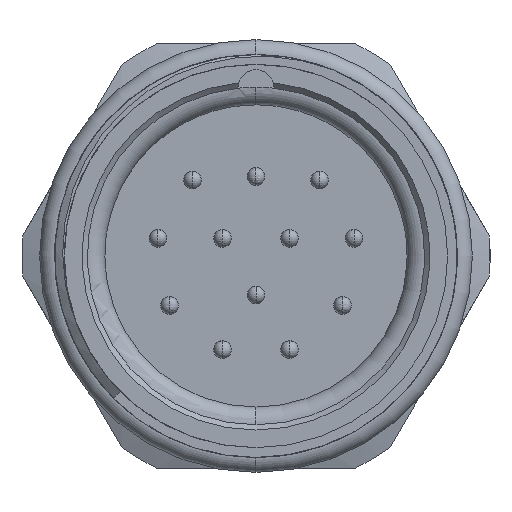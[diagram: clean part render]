
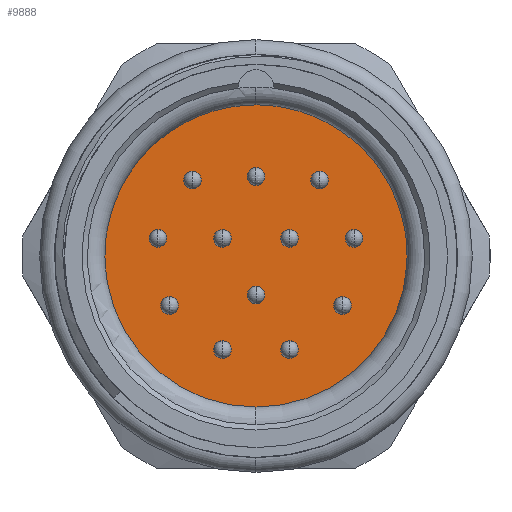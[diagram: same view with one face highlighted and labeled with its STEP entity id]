
A CAD part, left-side view. The second image highlights one B-rep face of the part: STEP entity #9888.
In plain terms, the highlighted planar face has unit normal (-1, 0, 0).
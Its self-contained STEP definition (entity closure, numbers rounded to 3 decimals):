
#2713=CARTESIAN_POINT('',(9.,0.,0.));
#2714=DIRECTION('',(-1.,0.,0.));
#2715=DIRECTION('',(0.,0.,-1.));
#2716=AXIS2_PLACEMENT_3D('',#2713,#2714,#2715);
#2718=CARTESIAN_POINT('',(9.,0.,0.));
#2719=DIRECTION('',(-1.,0.,0.));
#2720=DIRECTION('',(0.,0.,1.));
#2721=AXIS2_PLACEMENT_3D('',#2718,#2719,#2720);
#2723=CARTESIAN_POINT('',(9.,-1.9,-5.3));
#2724=DIRECTION('',(1.,0.,0.));
#2725=DIRECTION('',(0.,0.,1.));
#2726=AXIS2_PLACEMENT_3D('',#2723,#2724,#2725);
#2728=CARTESIAN_POINT('',(9.,-1.9,-5.3));
#2729=DIRECTION('',(1.,0.,0.));
#2730=DIRECTION('',(0.,0.,-1.));
#2731=AXIS2_PLACEMENT_3D('',#2728,#2729,#2730);
#2733=CARTESIAN_POINT('',(9.,1.9,-5.3));
#2734=DIRECTION('',(1.,0.,0.));
#2735=DIRECTION('',(0.,0.,1.));
#2736=AXIS2_PLACEMENT_3D('',#2733,#2734,#2735);
#2738=CARTESIAN_POINT('',(9.,1.9,-5.3));
#2739=DIRECTION('',(1.,0.,0.));
#2740=DIRECTION('',(0.,0.,-1.));
#2741=AXIS2_PLACEMENT_3D('',#2738,#2739,#2740);
#2743=CARTESIAN_POINT('',(9.,4.9,-2.8));
#2744=DIRECTION('',(1.,0.,0.));
#2745=DIRECTION('',(0.,0.,1.));
#2746=AXIS2_PLACEMENT_3D('',#2743,#2744,#2745);
#2748=CARTESIAN_POINT('',(9.,4.9,-2.8));
#2749=DIRECTION('',(1.,0.,0.));
#2750=DIRECTION('',(0.,0.,-1.));
#2751=AXIS2_PLACEMENT_3D('',#2748,#2749,#2750);
#2753=CARTESIAN_POINT('',(9.,5.55,1.));
#2754=DIRECTION('',(1.,0.,0.));
#2755=DIRECTION('',(0.,0.,1.));
#2756=AXIS2_PLACEMENT_3D('',#2753,#2754,#2755);
#2758=CARTESIAN_POINT('',(9.,5.55,1.));
#2759=DIRECTION('',(1.,0.,0.));
#2760=DIRECTION('',(0.,0.,-1.));
#2761=AXIS2_PLACEMENT_3D('',#2758,#2759,#2760);
#2763=CARTESIAN_POINT('',(9.,1.9,1.));
#2764=DIRECTION('',(1.,0.,0.));
#2765=DIRECTION('',(0.,0.,1.));
#2766=AXIS2_PLACEMENT_3D('',#2763,#2764,#2765);
#2768=CARTESIAN_POINT('',(9.,1.9,1.));
#2769=DIRECTION('',(1.,0.,0.));
#2770=DIRECTION('',(0.,0.,-1.));
#2771=AXIS2_PLACEMENT_3D('',#2768,#2769,#2770);
#2773=CARTESIAN_POINT('',(9.,0.,-2.2));
#2774=DIRECTION('',(1.,0.,0.));
#2775=DIRECTION('',(0.,0.,1.));
#2776=AXIS2_PLACEMENT_3D('',#2773,#2774,#2775);
#2778=CARTESIAN_POINT('',(9.,0.,-2.2));
#2779=DIRECTION('',(1.,0.,0.));
#2780=DIRECTION('',(0.,0.,-1.));
#2781=AXIS2_PLACEMENT_3D('',#2778,#2779,#2780);
#2783=CARTESIAN_POINT('',(9.,-4.9,-2.8));
#2784=DIRECTION('',(1.,0.,0.));
#2785=DIRECTION('',(0.,0.,1.));
#2786=AXIS2_PLACEMENT_3D('',#2783,#2784,#2785);
#2788=CARTESIAN_POINT('',(9.,-4.9,-2.8));
#2789=DIRECTION('',(1.,0.,0.));
#2790=DIRECTION('',(0.,0.,-1.));
#2791=AXIS2_PLACEMENT_3D('',#2788,#2789,#2790);
#2793=CARTESIAN_POINT('',(9.,-1.9,1.));
#2794=DIRECTION('',(1.,0.,0.));
#2795=DIRECTION('',(0.,0.,1.));
#2796=AXIS2_PLACEMENT_3D('',#2793,#2794,#2795);
#2798=CARTESIAN_POINT('',(9.,-1.9,1.));
#2799=DIRECTION('',(1.,0.,0.));
#2800=DIRECTION('',(0.,0.,-1.));
#2801=AXIS2_PLACEMENT_3D('',#2798,#2799,#2800);
#2803=CARTESIAN_POINT('',(9.,-5.55,1.));
#2804=DIRECTION('',(1.,0.,0.));
#2805=DIRECTION('',(0.,0.,1.));
#2806=AXIS2_PLACEMENT_3D('',#2803,#2804,#2805);
#2808=CARTESIAN_POINT('',(9.,-5.55,1.));
#2809=DIRECTION('',(1.,0.,0.));
#2810=DIRECTION('',(0.,0.,-1.));
#2811=AXIS2_PLACEMENT_3D('',#2808,#2809,#2810);
#2813=CARTESIAN_POINT('',(9.,-3.6,4.3));
#2814=DIRECTION('',(1.,0.,0.));
#2815=DIRECTION('',(0.,0.,1.));
#2816=AXIS2_PLACEMENT_3D('',#2813,#2814,#2815);
#2818=CARTESIAN_POINT('',(9.,-3.6,4.3));
#2819=DIRECTION('',(1.,0.,0.));
#2820=DIRECTION('',(0.,0.,-1.));
#2821=AXIS2_PLACEMENT_3D('',#2818,#2819,#2820);
#2823=CARTESIAN_POINT('',(9.,0.,4.5));
#2824=DIRECTION('',(1.,0.,0.));
#2825=DIRECTION('',(0.,0.,1.));
#2826=AXIS2_PLACEMENT_3D('',#2823,#2824,#2825);
#2828=CARTESIAN_POINT('',(9.,0.,4.5));
#2829=DIRECTION('',(1.,0.,0.));
#2830=DIRECTION('',(0.,0.,-1.));
#2831=AXIS2_PLACEMENT_3D('',#2828,#2829,#2830);
#2833=CARTESIAN_POINT('',(9.,3.6,4.3));
#2834=DIRECTION('',(1.,0.,0.));
#2835=DIRECTION('',(0.,0.,1.));
#2836=AXIS2_PLACEMENT_3D('',#2833,#2834,#2835);
#2838=CARTESIAN_POINT('',(9.,3.6,4.3));
#2839=DIRECTION('',(1.,0.,0.));
#2840=DIRECTION('',(0.,0.,-1.));
#2841=AXIS2_PLACEMENT_3D('',#2838,#2839,#2840);
#3697=CARTESIAN_POINT('',(9.,1.9,-4.8));
#3698=CARTESIAN_POINT('',(9.,1.9,-5.8));
#3699=VERTEX_POINT('',#3697);
#3700=VERTEX_POINT('',#3698);
#3749=CARTESIAN_POINT('',(9.,0.,-1.7));
#3750=CARTESIAN_POINT('',(9.,0.,-2.7));
#3751=VERTEX_POINT('',#3749);
#3752=VERTEX_POINT('',#3750);
#3789=CARTESIAN_POINT('',(9.,-5.55,0.5));
#3790=CARTESIAN_POINT('',(9.,-5.55,1.5));
#3791=VERTEX_POINT('',#3789);
#3792=VERTEX_POINT('',#3790);
#3864=CARTESIAN_POINT('',(9.,4.9,-2.3));
#3866=VERTEX_POINT('',#3864);
#3884=CARTESIAN_POINT('',(9.,-4.9,-3.3));
#3886=VERTEX_POINT('',#3884);
#3939=CARTESIAN_POINT('',(9.,4.9,-3.3));
#3940=VERTEX_POINT('',#3939);
#3968=CARTESIAN_POINT('',(9.,0.,4.));
#3969=CARTESIAN_POINT('',(9.,0.,5.));
#3970=VERTEX_POINT('',#3968);
#3971=VERTEX_POINT('',#3969);
#3976=CARTESIAN_POINT('',(9.,0.,9.55));
#3978=VERTEX_POINT('',#3976);
#3981=CARTESIAN_POINT('',(9.,3.6,3.8));
#3982=CARTESIAN_POINT('',(9.,3.6,4.8));
#3983=VERTEX_POINT('',#3981);
#3984=VERTEX_POINT('',#3982);
#3992=CARTESIAN_POINT('',(9.,-1.9,-5.8));
#3994=VERTEX_POINT('',#3992);
#4017=CARTESIAN_POINT('',(9.,-3.6,4.8));
#4018=VERTEX_POINT('',#4017);
#4019=CARTESIAN_POINT('',(9.,5.55,1.5));
#4020=VERTEX_POINT('',#4019);
#4022=CARTESIAN_POINT('',(9.,-3.6,3.8));
#4023=VERTEX_POINT('',#4022);
#4032=CARTESIAN_POINT('',(9.,-1.9,-4.8));
#4033=VERTEX_POINT('',#4032);
#4045=CARTESIAN_POINT('',(9.,5.55,0.5));
#4046=VERTEX_POINT('',#4045);
#4049=CARTESIAN_POINT('',(9.,0.,-9.55));
#4050=VERTEX_POINT('',#4049);
#4084=CARTESIAN_POINT('',(9.,-4.9,-2.3));
#4085=VERTEX_POINT('',#4084);
#4105=CARTESIAN_POINT('',(9.,1.9,0.5));
#4106=CARTESIAN_POINT('',(9.,1.9,1.5));
#4107=VERTEX_POINT('',#4105);
#4108=VERTEX_POINT('',#4106);
#4165=CARTESIAN_POINT('',(9.,-1.9,0.5));
#4166=CARTESIAN_POINT('',(9.,-1.9,1.5));
#4167=VERTEX_POINT('',#4165);
#4168=VERTEX_POINT('',#4166);
#9807=CARTESIAN_POINT('',(9.,9.55,0.));
#9808=DIRECTION('',(1.,0.,0.));
#9809=DIRECTION('',(0.,0.,-1.));
#9810=AXIS2_PLACEMENT_3D('',#9807,#9808,#9809);
#9811=PLANE('',#9810);
#9812=ORIENTED_EDGE('',*,*,#9796,.F.);
#9813=ORIENTED_EDGE('',*,*,#9784,.F.);
#9814=EDGE_LOOP('',(#9812,#9813));
#9815=FACE_OUTER_BOUND('',#9814,.F.);
#9817=ORIENTED_EDGE('',*,*,#9816,.F.);
#9819=ORIENTED_EDGE('',*,*,#9818,.F.);
#9820=EDGE_LOOP('',(#9817,#9819));
#9821=FACE_BOUND('',#9820,.F.);
#9823=ORIENTED_EDGE('',*,*,#9822,.F.);
#9825=ORIENTED_EDGE('',*,*,#9824,.F.);
#9826=EDGE_LOOP('',(#9823,#9825));
#9827=FACE_BOUND('',#9826,.F.);
#9829=ORIENTED_EDGE('',*,*,#9828,.F.);
#9831=ORIENTED_EDGE('',*,*,#9830,.F.);
#9832=EDGE_LOOP('',(#9829,#9831));
#9833=FACE_BOUND('',#9832,.F.);
#9835=ORIENTED_EDGE('',*,*,#9834,.F.);
#9837=ORIENTED_EDGE('',*,*,#9836,.F.);
#9838=EDGE_LOOP('',(#9835,#9837));
#9839=FACE_BOUND('',#9838,.F.);
#9841=ORIENTED_EDGE('',*,*,#9840,.F.);
#9843=ORIENTED_EDGE('',*,*,#9842,.F.);
#9844=EDGE_LOOP('',(#9841,#9843));
#9845=FACE_BOUND('',#9844,.F.);
#9847=ORIENTED_EDGE('',*,*,#9846,.F.);
#9849=ORIENTED_EDGE('',*,*,#9848,.F.);
#9850=EDGE_LOOP('',(#9847,#9849));
#9851=FACE_BOUND('',#9850,.F.);
#9853=ORIENTED_EDGE('',*,*,#9852,.F.);
#9855=ORIENTED_EDGE('',*,*,#9854,.F.);
#9856=EDGE_LOOP('',(#9853,#9855));
#9857=FACE_BOUND('',#9856,.F.);
#9859=ORIENTED_EDGE('',*,*,#9858,.F.);
#9861=ORIENTED_EDGE('',*,*,#9860,.F.);
#9862=EDGE_LOOP('',(#9859,#9861));
#9863=FACE_BOUND('',#9862,.F.);
#9865=ORIENTED_EDGE('',*,*,#9864,.F.);
#9867=ORIENTED_EDGE('',*,*,#9866,.F.);
#9868=EDGE_LOOP('',(#9865,#9867));
#9869=FACE_BOUND('',#9868,.F.);
#9871=ORIENTED_EDGE('',*,*,#9870,.F.);
#9873=ORIENTED_EDGE('',*,*,#9872,.F.);
#9874=EDGE_LOOP('',(#9871,#9873));
#9875=FACE_BOUND('',#9874,.F.);
#9877=ORIENTED_EDGE('',*,*,#9876,.F.);
#9879=ORIENTED_EDGE('',*,*,#9878,.F.);
#9880=EDGE_LOOP('',(#9877,#9879));
#9881=FACE_BOUND('',#9880,.F.);
#9883=ORIENTED_EDGE('',*,*,#9882,.F.);
#9885=ORIENTED_EDGE('',*,*,#9884,.F.);
#9886=EDGE_LOOP('',(#9883,#9885));
#9887=FACE_BOUND('',#9886,.F.);
#9888=ADVANCED_FACE('',(#9815,#9821,#9827,#9833,#9839,#9845,#9851,#9857,#9863,
#9869,#9875,#9881,#9887),#9811,.F.);
#2717=CIRCLE('',#2716,9.55);
#2722=CIRCLE('',#2721,9.55);
#2727=CIRCLE('',#2726,0.5);
#2732=CIRCLE('',#2731,0.5);
#2737=CIRCLE('',#2736,0.5);
#2742=CIRCLE('',#2741,0.5);
#2747=CIRCLE('',#2746,0.5);
#2752=CIRCLE('',#2751,0.5);
#2757=CIRCLE('',#2756,0.5);
#2762=CIRCLE('',#2761,0.5);
#2767=CIRCLE('',#2766,0.5);
#2772=CIRCLE('',#2771,0.5);
#2777=CIRCLE('',#2776,0.5);
#2782=CIRCLE('',#2781,0.5);
#2787=CIRCLE('',#2786,0.5);
#2792=CIRCLE('',#2791,0.5);
#2797=CIRCLE('',#2796,0.5);
#2802=CIRCLE('',#2801,0.5);
#2807=CIRCLE('',#2806,0.5);
#2812=CIRCLE('',#2811,0.5);
#2817=CIRCLE('',#2816,0.5);
#2822=CIRCLE('',#2821,0.5);
#2827=CIRCLE('',#2826,0.5);
#2832=CIRCLE('',#2831,0.5);
#2837=CIRCLE('',#2836,0.5);
#2842=CIRCLE('',#2841,0.5);
#9784=EDGE_CURVE('',#3978,#4050,#2722,.T.);
#9796=EDGE_CURVE('',#4050,#3978,#2717,.T.);
#9816=EDGE_CURVE('',#4033,#3994,#2727,.T.);
#9818=EDGE_CURVE('',#3994,#4033,#2732,.T.);
#9822=EDGE_CURVE('',#3699,#3700,#2737,.T.);
#9824=EDGE_CURVE('',#3700,#3699,#2742,.T.);
#9828=EDGE_CURVE('',#3866,#3940,#2747,.T.);
#9830=EDGE_CURVE('',#3940,#3866,#2752,.T.);
#9834=EDGE_CURVE('',#4020,#4046,#2757,.T.);
#9836=EDGE_CURVE('',#4046,#4020,#2762,.T.);
#9840=EDGE_CURVE('',#4108,#4107,#2767,.T.);
#9842=EDGE_CURVE('',#4107,#4108,#2772,.T.);
#9846=EDGE_CURVE('',#3751,#3752,#2777,.T.);
#9848=EDGE_CURVE('',#3752,#3751,#2782,.T.);
#9852=EDGE_CURVE('',#4085,#3886,#2787,.T.);
#9854=EDGE_CURVE('',#3886,#4085,#2792,.T.);
#9858=EDGE_CURVE('',#4168,#4167,#2797,.T.);
#9860=EDGE_CURVE('',#4167,#4168,#2802,.T.);
#9864=EDGE_CURVE('',#3792,#3791,#2807,.T.);
#9866=EDGE_CURVE('',#3791,#3792,#2812,.T.);
#9870=EDGE_CURVE('',#4018,#4023,#2817,.T.);
#9872=EDGE_CURVE('',#4023,#4018,#2822,.T.);
#9876=EDGE_CURVE('',#3971,#3970,#2827,.T.);
#9878=EDGE_CURVE('',#3970,#3971,#2832,.T.);
#9882=EDGE_CURVE('',#3984,#3983,#2837,.T.);
#9884=EDGE_CURVE('',#3983,#3984,#2842,.T.);
